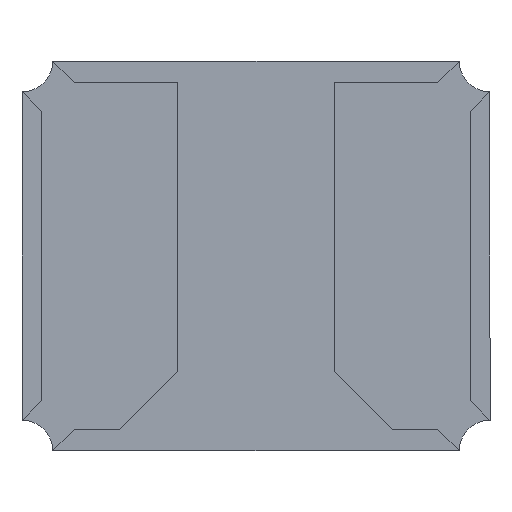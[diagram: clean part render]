
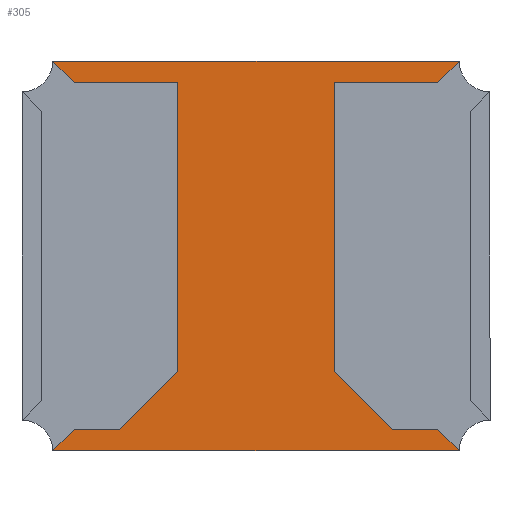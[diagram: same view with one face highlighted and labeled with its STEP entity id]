
A CAD part, front view. The second image highlights one B-rep face of the part: STEP entity #305.
In plain terms, the highlighted planar face has unit normal (0, -1, 0).
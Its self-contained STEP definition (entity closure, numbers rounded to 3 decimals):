
#86 = CARTESIAN_POINT ( 'NONE',  ( 0.466, 0., -0.445 ) ) ;
#99 = VECTOR ( 'NONE', #1437, 1000. ) ;
#102 = CARTESIAN_POINT ( 'NONE',  ( -0.2, 0., -0.295 ) ) ;
#117 = DIRECTION ( 'NONE',  ( -0.707, 0., -0.707 ) ) ;
#132 = VERTEX_POINT ( 'NONE', #2623 ) ;
#173 = VERTEX_POINT ( 'NONE', #86 ) ;
#176 = PLANE ( 'NONE',  #1812 ) ;
#205 = VERTEX_POINT ( 'NONE', #1722 ) ;
#255 = VERTEX_POINT ( 'NONE', #2692 ) ;
#294 = VERTEX_POINT ( 'NONE', #2453 ) ;
#304 = CARTESIAN_POINT ( 'NONE',  ( 0.2, 0., 0. ) ) ;
#305 = ADVANCED_FACE ( 'NONE', ( #2046 ), #176, .T. ) ;
#388 = EDGE_CURVE ( 'NONE', #450, #173, #477, .T. ) ;
#416 = EDGE_CURVE ( 'NONE', #2475, #1363, #901, .T. ) ;
#450 = VERTEX_POINT ( 'NONE', #1244 ) ;
#456 = ORIENTED_EDGE ( 'NONE', *, *, #1500, .T. ) ;
#477 = LINE ( 'NONE', #2801, #1979 ) ;
#519 = LINE ( 'NONE', #1877, #99 ) ;
#520 = CARTESIAN_POINT ( 'NONE',  ( 0., 0., -0.445 ) ) ;
#628 = CARTESIAN_POINT ( 'NONE',  ( -0.6, 0., -0.5 ) ) ;
#632 = DIRECTION ( 'NONE',  ( 0., 0., -1. ) ) ;
#664 = ORIENTED_EDGE ( 'NONE', *, *, #1252, .T. ) ;
#666 = VERTEX_POINT ( 'NONE', #1096 ) ;
#747 = CARTESIAN_POINT ( 'NONE',  ( 0., 0., 0.445 ) ) ;
#811 = ORIENTED_EDGE ( 'NONE', *, *, #2159, .T. ) ;
#820 = EDGE_CURVE ( 'NONE', #1205, #294, #1211, .T. ) ;
#833 = VERTEX_POINT ( 'NONE', #1208 ) ;
#901 = LINE ( 'NONE', #304, #1150 ) ;
#924 = VECTOR ( 'NONE', #1410, 1000. ) ;
#965 = VECTOR ( 'NONE', #1634, 1000. ) ;
#998 = DIRECTION ( 'NONE',  ( -1., 0., 0. ) ) ;
#1028 = ORIENTED_EDGE ( 'NONE', *, *, #388, .T. ) ;
#1096 = CARTESIAN_POINT ( 'NONE',  ( -0.521, 0., 0.5 ) ) ;
#1134 = ORIENTED_EDGE ( 'NONE', *, *, #2297, .T. ) ;
#1140 = EDGE_CURVE ( 'NONE', #132, #666, #2470, .T. ) ;
#1141 = VECTOR ( 'NONE', #2682, 1000. ) ;
#1150 = VECTOR ( 'NONE', #1885, 1000. ) ;
#1198 = ORIENTED_EDGE ( 'NONE', *, *, #820, .T. ) ;
#1205 = VERTEX_POINT ( 'NONE', #2549 ) ;
#1208 = CARTESIAN_POINT ( 'NONE',  ( -0.466, 0., 0.445 ) ) ;
#1211 = LINE ( 'NONE', #520, #965 ) ;
#1243 = CARTESIAN_POINT ( 'NONE',  ( -0.466, 0., -0.445 ) ) ;
#1244 = CARTESIAN_POINT ( 'NONE',  ( 0.521, 0., -0.5 ) ) ;
#1252 = EDGE_CURVE ( 'NONE', #294, #2586, #2908, .T. ) ;
#1283 = CARTESIAN_POINT ( 'NONE',  ( 0.35, 0., -0.445 ) ) ;
#1285 = CARTESIAN_POINT ( 'NONE',  ( 0.2, 0., 0.445 ) ) ;
#1363 = VERTEX_POINT ( 'NONE', #1285 ) ;
#1401 = EDGE_CURVE ( 'NONE', #2586, #450, #2576, .T. ) ;
#1410 = DIRECTION ( 'NONE',  ( -0.707, 0., 0.707 ) ) ;
#1423 = DIRECTION ( 'NONE',  ( -0.707, 0., 0.707 ) ) ;
#1437 = DIRECTION ( 'NONE',  ( 0.707, 0., -0.707 ) ) ;
#1500 = EDGE_CURVE ( 'NONE', #833, #205, #2611, .T. ) ;
#1527 = DIRECTION ( 'NONE',  ( 0., -1., 0. ) ) ;
#1549 = LINE ( 'NONE', #2486, #2094 ) ;
#1634 = DIRECTION ( 'NONE',  ( -1., 0., 0. ) ) ;
#1674 = VECTOR ( 'NONE', #2659, 1000. ) ;
#1684 = VECTOR ( 'NONE', #117, 1000. ) ;
#1722 = CARTESIAN_POINT ( 'NONE',  ( -0.2, 0., 0.445 ) ) ;
#1727 = DIRECTION ( 'NONE',  ( 1., 0., 0. ) ) ;
#1806 = EDGE_LOOP ( 'NONE', ( #1134, #2023, #2640, #811, #456, #2250, #1934, #1198, #664, #2321, #1028, #2929, #2534, #2890 ) ) ;
#1810 = VECTOR ( 'NONE', #2286, 1000. ) ;
#1812 = AXIS2_PLACEMENT_3D ( 'NONE', #2469, #1527, #632 ) ;
#1877 = CARTESIAN_POINT ( 'NONE',  ( -0.521, 0., 0.5 ) ) ;
#1885 = DIRECTION ( 'NONE',  ( 0., 0., 1. ) ) ;
#1926 = DIRECTION ( 'NONE',  ( 0.707, 0., 0.707 ) ) ;
#1934 = ORIENTED_EDGE ( 'NONE', *, *, #2676, .T. ) ;
#1944 = VECTOR ( 'NONE', #1926, 1000. ) ;
#1952 = LINE ( 'NONE', #747, #2315 ) ;
#1979 = VECTOR ( 'NONE', #1423, 1000. ) ;
#2023 = ORIENTED_EDGE ( 'NONE', *, *, #2464, .T. ) ;
#2027 = CARTESIAN_POINT ( 'NONE',  ( -0.6, 0., 0.5 ) ) ;
#2046 = FACE_OUTER_BOUND ( 'NONE', #1806, .T. ) ;
#2094 = VECTOR ( 'NONE', #998, 1000. ) ;
#2127 = VERTEX_POINT ( 'NONE', #102 ) ;
#2159 = EDGE_CURVE ( 'NONE', #666, #833, #519, .T. ) ;
#2178 = DIRECTION ( 'NONE',  ( 1., 0., 0. ) ) ;
#2215 = LINE ( 'NONE', #2886, #924 ) ;
#2223 = VECTOR ( 'NONE', #2749, 1000. ) ;
#2249 = LINE ( 'NONE', #2717, #1674 ) ;
#2250 = ORIENTED_EDGE ( 'NONE', *, *, #2606, .T. ) ;
#2264 = VERTEX_POINT ( 'NONE', #1283 ) ;
#2283 = CARTESIAN_POINT ( 'NONE',  ( 0.2, 0., -0.295 ) ) ;
#2286 = DIRECTION ( 'NONE',  ( -0.707, 0., -0.707 ) ) ;
#2297 = EDGE_CURVE ( 'NONE', #1363, #255, #1952, .T. ) ;
#2298 = CARTESIAN_POINT ( 'NONE',  ( -0.2, 0., -0.295 ) ) ;
#2315 = VECTOR ( 'NONE', #2178, 1000. ) ;
#2321 = ORIENTED_EDGE ( 'NONE', *, *, #1401, .T. ) ;
#2358 = LINE ( 'NONE', #2298, #1810 ) ;
#2413 = CARTESIAN_POINT ( 'NONE',  ( 0., 0., 0.445 ) ) ;
#2435 = EDGE_CURVE ( 'NONE', #173, #2264, #1549, .T. ) ;
#2453 = CARTESIAN_POINT ( 'NONE',  ( -0.466, 0., -0.445 ) ) ;
#2464 = EDGE_CURVE ( 'NONE', #255, #132, #2630, .T. ) ;
#2469 = CARTESIAN_POINT ( 'NONE',  ( 0., 0., 0. ) ) ;
#2470 = LINE ( 'NONE', #2027, #2223 ) ;
#2475 = VERTEX_POINT ( 'NONE', #2283 ) ;
#2486 = CARTESIAN_POINT ( 'NONE',  ( 0., 0., -0.445 ) ) ;
#2534 = ORIENTED_EDGE ( 'NONE', *, *, #2559, .T. ) ;
#2536 = VECTOR ( 'NONE', #1727, 1000. ) ;
#2549 = CARTESIAN_POINT ( 'NONE',  ( -0.35, 0., -0.445 ) ) ;
#2559 = EDGE_CURVE ( 'NONE', #2264, #2475, #2215, .T. ) ;
#2576 = LINE ( 'NONE', #628, #1141 ) ;
#2586 = VERTEX_POINT ( 'NONE', #2923 ) ;
#2606 = EDGE_CURVE ( 'NONE', #205, #2127, #2249, .T. ) ;
#2611 = LINE ( 'NONE', #2413, #2536 ) ;
#2623 = CARTESIAN_POINT ( 'NONE',  ( 0.521, 0., 0.5 ) ) ;
#2630 = LINE ( 'NONE', #2742, #1944 ) ;
#2640 = ORIENTED_EDGE ( 'NONE', *, *, #1140, .T. ) ;
#2659 = DIRECTION ( 'NONE',  ( 0., 0., -1. ) ) ;
#2676 = EDGE_CURVE ( 'NONE', #2127, #1205, #2358, .T. ) ;
#2682 = DIRECTION ( 'NONE',  ( 1., 0., 0. ) ) ;
#2692 = CARTESIAN_POINT ( 'NONE',  ( 0.466, 0., 0.445 ) ) ;
#2717 = CARTESIAN_POINT ( 'NONE',  ( -0.2, 0., 0. ) ) ;
#2742 = CARTESIAN_POINT ( 'NONE',  ( 0.466, 0., 0.445 ) ) ;
#2749 = DIRECTION ( 'NONE',  ( -1., 0., 0. ) ) ;
#2801 = CARTESIAN_POINT ( 'NONE',  ( 0.521, 0., -0.5 ) ) ;
#2886 = CARTESIAN_POINT ( 'NONE',  ( 0.35, 0., -0.445 ) ) ;
#2890 = ORIENTED_EDGE ( 'NONE', *, *, #416, .T. ) ;
#2908 = LINE ( 'NONE', #1243, #1684 ) ;
#2923 = CARTESIAN_POINT ( 'NONE',  ( -0.521, 0., -0.5 ) ) ;
#2929 = ORIENTED_EDGE ( 'NONE', *, *, #2435, .T. ) ;
